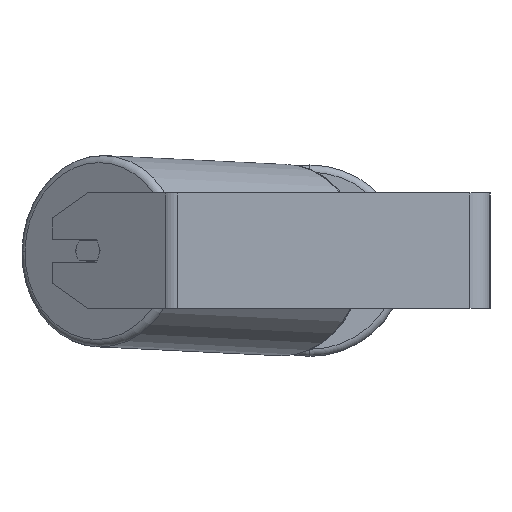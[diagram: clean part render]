
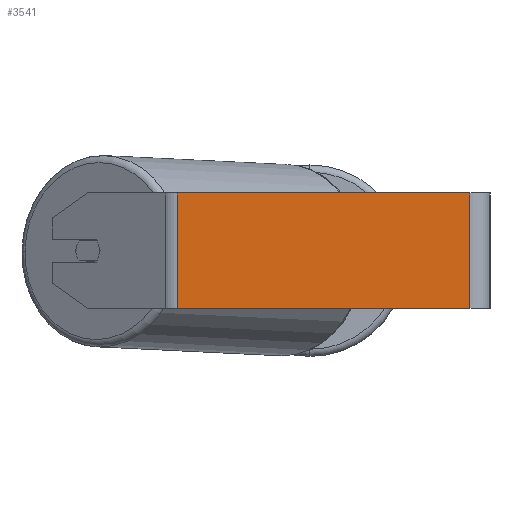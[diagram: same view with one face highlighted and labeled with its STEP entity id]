
A CAD part, left-side view. The second image highlights one B-rep face of the part: STEP entity #3541.
In plain terms, the highlighted planar face has unit normal (-1, 0, 0).
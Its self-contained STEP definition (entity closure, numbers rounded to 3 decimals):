
#42 = DIRECTION ( 'NONE',  ( 0., 0., -1. ) ) ;
#155 = VERTEX_POINT ( 'NONE', #7408 ) ;
#218 = DIRECTION ( 'NONE',  ( 0., -1., 0. ) ) ;
#284 = EDGE_CURVE ( 'NONE', #3134, #4989, #4928, .T. ) ;
#351 = AXIS2_PLACEMENT_3D ( 'NONE', #3006, #8236, #4257 ) ;
#804 = CARTESIAN_POINT ( 'NONE',  ( -400., 14., 40. ) ) ;
#974 = PLANE ( 'NONE',  #351 ) ;
#1517 = DIRECTION ( 'NONE',  ( 0., 0., -1. ) ) ;
#1536 = CARTESIAN_POINT ( 'NONE',  ( -400., 221.637, -40. ) ) ;
#1736 = CARTESIAN_POINT ( 'NONE',  ( -400., 221.637, 40. ) ) ;
#1825 = CARTESIAN_POINT ( 'NONE',  ( -400., 217.223, 40. ) ) ;
#2017 = EDGE_CURVE ( 'NONE', #7420, #155, #7526, .T. ) ;
#2036 = CARTESIAN_POINT ( 'NONE',  ( -400., 14., 40. ) ) ;
#2709 = LINE ( 'NONE', #804, #6194 ) ;
#3006 = CARTESIAN_POINT ( 'NONE',  ( -400., 221.637, 40. ) ) ;
#3027 = VECTOR ( 'NONE', #7437, 1000. ) ;
#3134 = VERTEX_POINT ( 'NONE', #1825 ) ;
#3541 = ADVANCED_FACE ( 'NONE', ( #4217 ), #974, .F. ) ;
#4217 = FACE_OUTER_BOUND ( 'NONE', #6720, .T. ) ;
#4257 = DIRECTION ( 'NONE',  ( 0., 0., -1. ) ) ;
#4927 = ORIENTED_EDGE ( 'NONE', *, *, #2017, .T. ) ;
#4928 = LINE ( 'NONE', #1736, #7221 ) ;
#4989 = VERTEX_POINT ( 'NONE', #2036 ) ;
#5595 = LINE ( 'NONE', #5773, #6886 ) ;
#5719 = CARTESIAN_POINT ( 'NONE',  ( -400., 217.223, -40. ) ) ;
#5773 = CARTESIAN_POINT ( 'NONE',  ( -400., 217.223, 40. ) ) ;
#5994 = EDGE_CURVE ( 'NONE', #3134, #7420, #5595, .T. ) ;
#6194 = VECTOR ( 'NONE', #42, 1000. ) ;
#6260 = EDGE_CURVE ( 'NONE', #4989, #155, #2709, .T. ) ;
#6720 = EDGE_LOOP ( 'NONE', ( #4927, #7247, #7255, #8752 ) ) ;
#6886 = VECTOR ( 'NONE', #1517, 1000. ) ;
#7221 = VECTOR ( 'NONE', #218, 1000. ) ;
#7247 = ORIENTED_EDGE ( 'NONE', *, *, #6260, .F. ) ;
#7255 = ORIENTED_EDGE ( 'NONE', *, *, #284, .F. ) ;
#7408 = CARTESIAN_POINT ( 'NONE',  ( -400., 14., -40. ) ) ;
#7420 = VERTEX_POINT ( 'NONE', #5719 ) ;
#7437 = DIRECTION ( 'NONE',  ( 0., -1., 0. ) ) ;
#7526 = LINE ( 'NONE', #1536, #3027 ) ;
#8236 = DIRECTION ( 'NONE',  ( 1., 0., 0. ) ) ;
#8752 = ORIENTED_EDGE ( 'NONE', *, *, #5994, .T. ) ;
